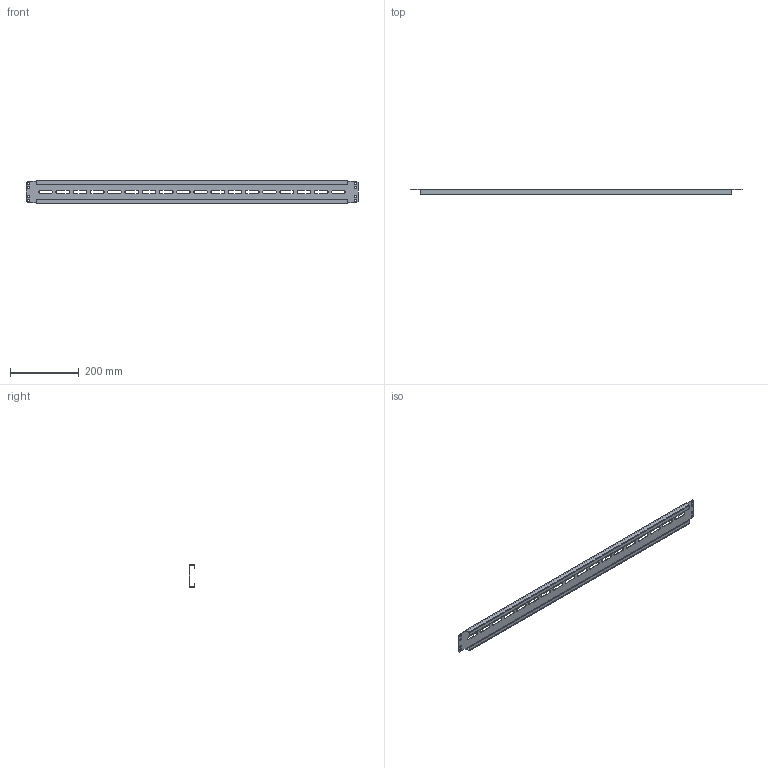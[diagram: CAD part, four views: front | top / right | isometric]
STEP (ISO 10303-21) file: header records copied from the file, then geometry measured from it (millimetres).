
FILE_DESCRIPTION (( 'STEP AP214' ), '1' );
FILE_NAME ('Ðåéêà îñíîâàíèÿ À 1000.STEP', '2022-03-31T14:08:57', ( '' ), ( '' ), 'SwSTEP 2.0', 'SolidWorks 2017', '' );
FILE_SCHEMA (( 'AUTOMOTIVE_DESIGN' ));
Length unit declared in the file: millimetre
Products named in the file (1): Ðåéêà îñíîâàíèÿ À 1000
Bounding box: 964 x 15 x 66 mm (x, y, z)
Volume: 151333.1 mm3; surface area: 205095 mm2
Topology: 1 solids, 1 shells, 118 faces, 348 edges, 232 vertices
Faces by surface type: plane 62, cylinder 56
Entity records: 4102 total; most frequent: CARTESIAN_POINT 699, DIRECTION 698, ORIENTED_EDGE 696, EDGE_CURVE 348, VECTOR 236, LINE 236, VERTEX_POINT 232, AXIS2_PLACEMENT_3D 231
